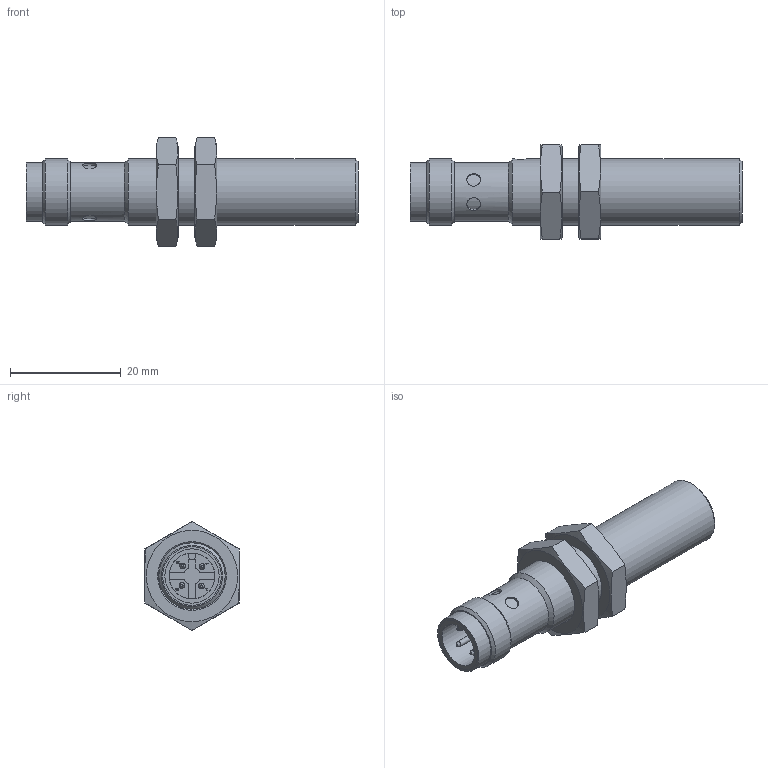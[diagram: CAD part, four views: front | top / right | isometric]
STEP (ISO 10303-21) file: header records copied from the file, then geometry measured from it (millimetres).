
FILE_DESCRIPTION(/* description */ ('DISO X xxx'),/* implementation_level */ '2;1');
FILE_NAME(/* name */ 'KDC 12 VB 04 G3-B3 .stp',/* time_stamp */ '2017-09-18T10:41:00+02:00',/* author */ ('C. Kuhn'),/* organization */ ('di-soric GmbH & Co. KG'),/* preprocessor_version */ 'ST-DEVELOPER v16.13',/* originating_system */ 'Autodesk Inventor 2018',/* authorisation */ '');
FILE_SCHEMA (('AUTOMOTIVE_DESIGN { 1 0 10303 214 3 1 1 }'));
Length unit declared in the file: millimetre
Products named in the file (1): KDC 12
Bounding box: 60 x 17.02 x 19.63 mm (x, y, z)
Volume: 7166.5 mm3; surface area: 6018.1 mm2
Topology: 5 solids, 12 shells, 422 faces, 1114 edges, 735 vertices
Faces by surface type: plane 333, cylinder 59, cone 29, torus 1
Full cylindrical faces by diameter (mm): 0.6 x5, 1 x11, 1.05 x11, 1.15 x4, 1.5 x4, 2.5 x5, 3 x1, 7.8 x1, 8.3 x1, 9.1 x1, 9.8 x2, 10.2 x1, 10.6 x2, 10.917 x2, 12 x2
Entity records: 13302 total; most frequent: CARTESIAN_POINT 2841, ORIENTED_EDGE 1996, DIRECTION 1936, EDGE_CURVE 998, LINE 808, VECTOR 808, VERTEX_POINT 702, AXIS2_PLACEMENT_3D 564
